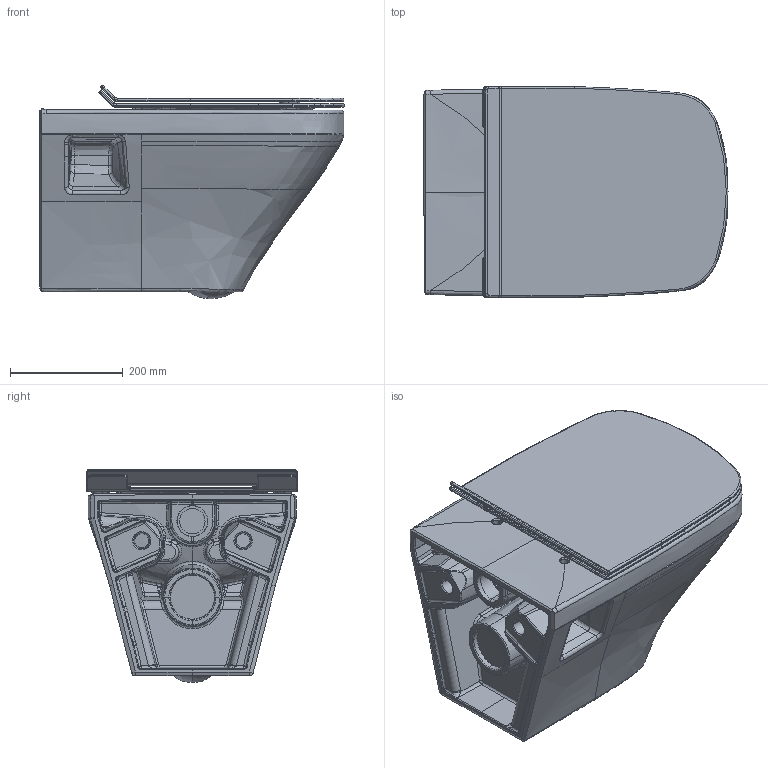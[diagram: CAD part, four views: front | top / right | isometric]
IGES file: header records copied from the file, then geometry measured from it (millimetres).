
Global section: file name: No Iges File Name specified; native system: Autodesk Inventor 2011; preprocessor: AutoDesk Inventor Iges Exporter R2011; author: Administrator; date: 20131010.110005; units: millimetre
Bounding box: 540.26 x 374.56 x 378.86 mm (x, y, z)
Volume: 19617110.1 mm3; surface area: 1916159 mm2
Topology: 9 solids, 9 shells, 1311 faces, 3056 edges, 1742 vertices
Faces by surface type: bspline 973, plane 112, revolution 86, cylinder 79, torus 51, cone 6, sphere 4
